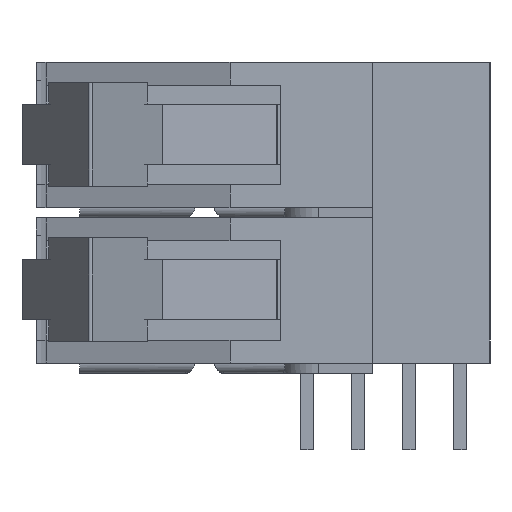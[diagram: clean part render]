
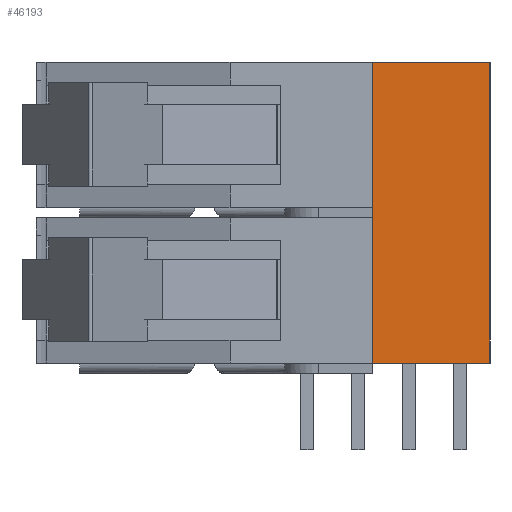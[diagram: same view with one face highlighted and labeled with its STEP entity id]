
A CAD part, left-side view. The second image highlights one B-rep face of the part: STEP entity #46193.
In plain terms, the highlighted free-form (B-spline) face has degree [1, 1] with [2, 2] control points.
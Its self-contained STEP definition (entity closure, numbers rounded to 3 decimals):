
#46154=CARTESIAN_POINT('',(-41.45,-5.309,15.494));
#46155=CARTESIAN_POINT('',(-41.45,-5.309,0.508));
#46156=CARTESIAN_POINT('',(-41.45,0.533,15.494));
#46157=CARTESIAN_POINT('',(-41.45,0.533,0.508));
#46158=B_SPLINE_SURFACE_WITH_KNOTS('',1,1,((#46154,#46156),(#46155,#46157)),.UNSPECIFIED.,.F.,.F.,.U.,(2,2),(2,2),(0.0,14.986),(0.0,5.842),.UNSPECIFIED.);
#46159=CARTESIAN_POINT('',(-41.45,-5.309,15.494));
#46160=VERTEX_POINT('',#46159);
#46161=CARTESIAN_POINT('',(-41.45,-5.309,0.508));
#46162=VERTEX_POINT('',#46161);
#46163=CARTESIAN_POINT('',(-41.45,-5.309,15.494));
#46164=DIRECTION('',(0.0,0.0,-1.0));
#46165=VECTOR('',#46164,14.986);
#46166=LINE('',#46163,#46165);
#46167=EDGE_CURVE('',#46160,#46162,#46166,.T.);
#46168=ORIENTED_EDGE('',*,*,#46167,.F.);
#46169=CARTESIAN_POINT('',(-41.45,0.533,15.494));
#46170=VERTEX_POINT('',#46169);
#46171=CARTESIAN_POINT('',(-41.45,0.533,15.494));
#46172=DIRECTION('',(0.0,-1.0,0.0));
#46173=VECTOR('',#46172,5.842);
#46174=LINE('',#46171,#46173);
#46175=EDGE_CURVE('',#46160,#46170,#46174,.F.);
#46176=ORIENTED_EDGE('',*,*,#46175,.T.);
#46177=CARTESIAN_POINT('',(-41.45,0.533,0.508));
#46178=VERTEX_POINT('',#46177);
#46179=CARTESIAN_POINT('',(-41.45,0.533,15.494));
#46180=DIRECTION('',(0.0,0.0,-1.0));
#46181=VECTOR('',#46180,14.986);
#46182=LINE('',#46179,#46181);
#46183=EDGE_CURVE('',#46170,#46178,#46182,.T.);
#46184=ORIENTED_EDGE('',*,*,#46183,.T.);
#46185=CARTESIAN_POINT('',(-41.45,0.533,0.508));
#46186=DIRECTION('',(0.0,-1.0,0.0));
#46187=VECTOR('',#46186,5.842);
#46188=LINE('',#46185,#46187);
#46189=EDGE_CURVE('',#46178,#46162,#46188,.T.);
#46190=ORIENTED_EDGE('',*,*,#46189,.T.);
#46191=EDGE_LOOP('',(#46168,#46176,#46184,#46190));
#46192=FACE_OUTER_BOUND('',#46191,.T.);
#46193=ADVANCED_FACE('',(#46192),#46158,.F.);
